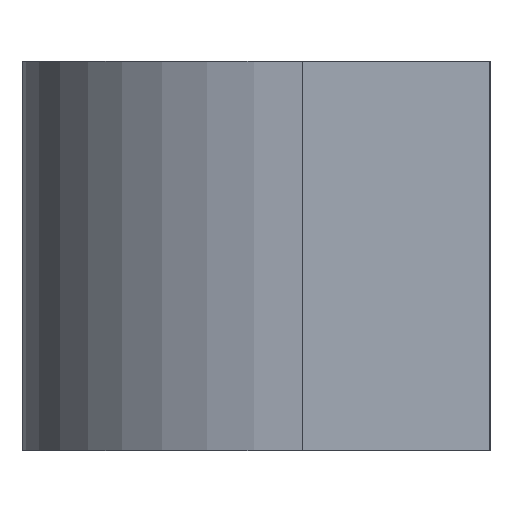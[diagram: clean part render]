
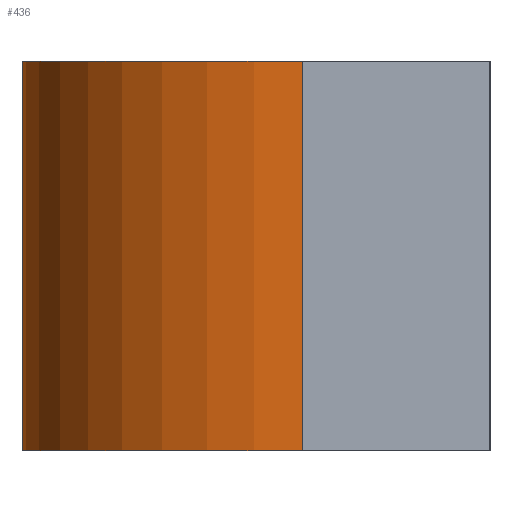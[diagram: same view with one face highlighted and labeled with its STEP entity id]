
A CAD part, left-side view. The second image highlights one B-rep face of the part: STEP entity #436.
In plain terms, the highlighted cylindrical face has radius 18 mm (diameter 36 mm), a partial arc.
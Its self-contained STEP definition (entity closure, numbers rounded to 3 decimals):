
#22 = CARTESIAN_POINT ( 'NONE',  ( -146., 12., 12.5 ) ) ;
#60 = CYLINDRICAL_SURFACE ( 'NONE', #466, 18. ) ;
#101 = CIRCLE ( 'NONE', #163, 18. ) ;
#109 = EDGE_CURVE ( 'NONE', #181, #658, #563, .T. ) ;
#125 = ORIENTED_EDGE ( 'NONE', *, *, #415, .F. ) ;
#144 = CARTESIAN_POINT ( 'NONE',  ( -164., 12., -12.5 ) ) ;
#156 = ORIENTED_EDGE ( 'NONE', *, *, #340, .T. ) ;
#163 = AXIS2_PLACEMENT_3D ( 'NONE', #504, #685, #449 ) ;
#181 = VERTEX_POINT ( 'NONE', #328 ) ;
#197 = VERTEX_POINT ( 'NONE', #144 ) ;
#225 = DIRECTION ( 'NONE',  ( -1., 0., 0. ) ) ;
#239 = DIRECTION ( 'NONE',  ( -1., 0., 0. ) ) ;
#244 = DIRECTION ( 'NONE',  ( 0., 0., -1. ) ) ;
#273 = CIRCLE ( 'NONE', #662, 18. ) ;
#317 = CARTESIAN_POINT ( 'NONE',  ( -164., 12., 12.5 ) ) ;
#328 = CARTESIAN_POINT ( 'NONE',  ( -146., 30., 12.5 ) ) ;
#331 = EDGE_CURVE ( 'NONE', #647, #197, #455, .T. ) ;
#340 = EDGE_CURVE ( 'NONE', #658, #197, #273, .T. ) ;
#386 = VECTOR ( 'NONE', #628, 1000. ) ;
#415 = EDGE_CURVE ( 'NONE', #181, #647, #101, .T. ) ;
#426 = ORIENTED_EDGE ( 'NONE', *, *, #109, .T. ) ;
#433 = ORIENTED_EDGE ( 'NONE', *, *, #331, .F. ) ;
#436 = ADVANCED_FACE ( 'NONE', ( #566 ), #60, .T. ) ;
#449 = DIRECTION ( 'NONE',  ( -1., 0., 0. ) ) ;
#455 = LINE ( 'NONE', #511, #386 ) ;
#466 = AXIS2_PLACEMENT_3D ( 'NONE', #22, #244, #239 ) ;
#501 = CARTESIAN_POINT ( 'NONE',  ( -146., 30., -12.5 ) ) ;
#504 = CARTESIAN_POINT ( 'NONE',  ( -146., 12., 12.5 ) ) ;
#509 = CARTESIAN_POINT ( 'NONE',  ( -146., 12., -12.5 ) ) ;
#511 = CARTESIAN_POINT ( 'NONE',  ( -164., 12., 12.5 ) ) ;
#546 = EDGE_LOOP ( 'NONE', ( #156, #433, #125, #426 ) ) ;
#563 = LINE ( 'NONE', #682, #679 ) ;
#566 = FACE_OUTER_BOUND ( 'NONE', #546, .T. ) ;
#621 = DIRECTION ( 'NONE',  ( 0., 0., 1. ) ) ;
#628 = DIRECTION ( 'NONE',  ( 0., 0., -1. ) ) ;
#647 = VERTEX_POINT ( 'NONE', #317 ) ;
#658 = VERTEX_POINT ( 'NONE', #501 ) ;
#662 = AXIS2_PLACEMENT_3D ( 'NONE', #509, #621, #225 ) ;
#679 = VECTOR ( 'NONE', #687, 1000. ) ;
#682 = CARTESIAN_POINT ( 'NONE',  ( -146., 30., 12.5 ) ) ;
#685 = DIRECTION ( 'NONE',  ( 0., 0., 1. ) ) ;
#687 = DIRECTION ( 'NONE',  ( 0., 0., -1. ) ) ;
